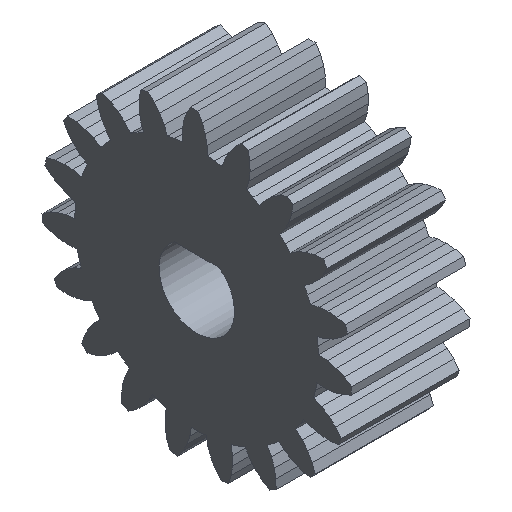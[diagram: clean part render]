
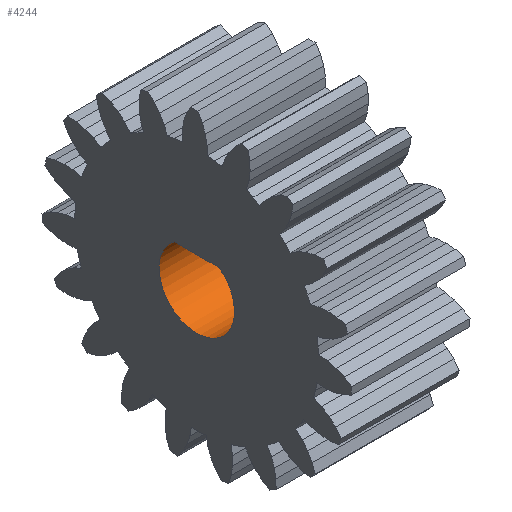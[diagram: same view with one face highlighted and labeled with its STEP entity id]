
A CAD part, isometric view. The second image highlights one B-rep face of the part: STEP entity #4244.
In plain terms, the highlighted cylindrical face has radius 2.55 mm (diameter 5.1 mm), a partial arc.
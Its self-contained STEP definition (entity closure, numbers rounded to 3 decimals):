
#17=CIRCLE('',#4472,2.55);
#18=CIRCLE('',#4473,2.55);
#19=CYLINDRICAL_SURFACE('',#4471,2.55);
#21=FACE_OUTER_BOUND('',#234,.T.);
#234=EDGE_LOOP('',(#2769,#2770,#2771,#2772));
#448=LINE('',#5752,#1079);
#450=LINE('',#5756,#1081);
#1079=VECTOR('',#4689,10.);
#1081=VECTOR('',#4691,10.);
#1710=VERTEX_POINT('',#5750);
#1711=VERTEX_POINT('',#5751);
#1712=VERTEX_POINT('',#5753);
#1713=VERTEX_POINT('',#5755);
#2132=EDGE_CURVE('',#1710,#1711,#448,.T.);
#2134=EDGE_CURVE('',#1712,#1713,#450,.T.);
#2136=EDGE_CURVE('',#1711,#1712,#17,.T.);
#2137=EDGE_CURVE('',#1713,#1710,#18,.T.);
#2769=ORIENTED_EDGE('',*,*,#2134,.F.);
#2770=ORIENTED_EDGE('',*,*,#2136,.F.);
#2771=ORIENTED_EDGE('',*,*,#2132,.F.);
#2772=ORIENTED_EDGE('',*,*,#2137,.F.);
#4244=ADVANCED_FACE('',(#21),#19,.F.);
#4471=AXIS2_PLACEMENT_3D('',#5758,#4693,#4694);
#4472=AXIS2_PLACEMENT_3D('',#5759,#4695,#4696);
#4473=AXIS2_PLACEMENT_3D('',#5760,#4697,#4698);
#4689=DIRECTION('',(1.,0.,0.));
#4691=DIRECTION('',(-1.,0.,0.));
#4693=DIRECTION('center_axis',(1.,0.,0.));
#4694=DIRECTION('ref_axis',(0.,0.,-1.));
#4695=DIRECTION('center_axis',(-1.,0.,0.));
#4696=DIRECTION('ref_axis',(0.,1.,0.));
#4697=DIRECTION('center_axis',(1.,0.,0.));
#4698=DIRECTION('ref_axis',(0.,1.,0.));
#5750=CARTESIAN_POINT('',(-7.,1.527,12.468));
#5751=CARTESIAN_POINT('',(1.,1.527,12.468));
#5752=CARTESIAN_POINT('',(-1.,1.527,12.468));
#5753=CARTESIAN_POINT('',(1.,-1.507,12.468));
#5755=CARTESIAN_POINT('',(-7.,-1.507,12.468));
#5756=CARTESIAN_POINT('',(-1.,-1.507,12.468));
#5758=CARTESIAN_POINT('Origin',(-1.,0.01,10.418));
#5759=CARTESIAN_POINT('Origin',(1.,0.01,10.418));
#5760=CARTESIAN_POINT('Origin',(-7.,0.01,10.418));
